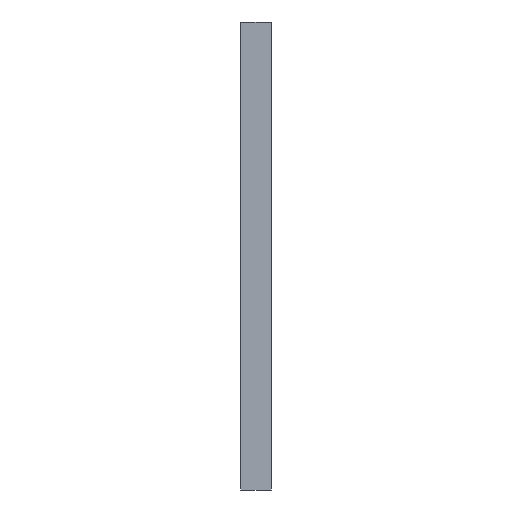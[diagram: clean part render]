
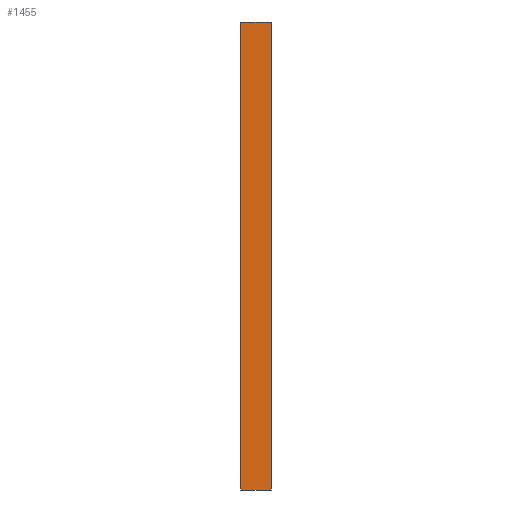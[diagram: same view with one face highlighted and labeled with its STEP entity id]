
A CAD part, front view. The second image highlights one B-rep face of the part: STEP entity #1455.
In plain terms, the highlighted planar face has unit normal (0, -1, 0).
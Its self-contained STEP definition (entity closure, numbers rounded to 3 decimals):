
#147=PLANE('',#1617);
#222=FACE_OUTER_BOUND('',#317,.T.);
#317=EDGE_LOOP('',(#1332,#1333,#1334,#1335));
#376=LINE('',#2248,#505);
#396=LINE('',#2299,#525);
#435=LINE('',#2416,#564);
#446=LINE('',#2444,#575);
#505=VECTOR('',#1816,10.);
#525=VECTOR('',#1862,10.);
#564=VECTOR('',#1991,10.);
#575=VECTOR('',#2036,10.);
#695=VERTEX_POINT('',#2245);
#696=VERTEX_POINT('',#2247);
#713=VERTEX_POINT('',#2296);
#714=VERTEX_POINT('',#2298);
#843=EDGE_CURVE('',#696,#695,#376,.T.);
#870=EDGE_CURVE('',#713,#714,#396,.T.);
#932=EDGE_CURVE('',#696,#713,#435,.T.);
#943=EDGE_CURVE('',#695,#714,#446,.T.);
#1332=ORIENTED_EDGE('',*,*,#843,.T.);
#1333=ORIENTED_EDGE('',*,*,#943,.T.);
#1334=ORIENTED_EDGE('',*,*,#870,.F.);
#1335=ORIENTED_EDGE('',*,*,#932,.F.);
#1455=ADVANCED_FACE('',(#222),#147,.T.);
#1617=AXIS2_PLACEMENT_3D('',#2445,#2037,#2038);
#1816=DIRECTION('',(0.,0.,-1.));
#1862=DIRECTION('',(0.,0.,-1.));
#1991=DIRECTION('',(1.,0.,0.));
#2036=DIRECTION('',(1.,0.,0.));
#2037=DIRECTION('center_axis',(0.,-1.,0.));
#2038=DIRECTION('ref_axis',(0.,0.,-1.));
#2245=CARTESIAN_POINT('',(0.,0.,-76.));
#2247=CARTESIAN_POINT('',(0.,0.,0.));
#2248=CARTESIAN_POINT('',(0.,0.,0.));
#2296=CARTESIAN_POINT('',(5.,0.,0.));
#2298=CARTESIAN_POINT('',(5.,0.,-76.));
#2299=CARTESIAN_POINT('',(5.,0.,0.));
#2416=CARTESIAN_POINT('',(0.,0.,0.));
#2444=CARTESIAN_POINT('',(0.,0.,-76.));
#2445=CARTESIAN_POINT('Origin',(0.,0.,0.));
